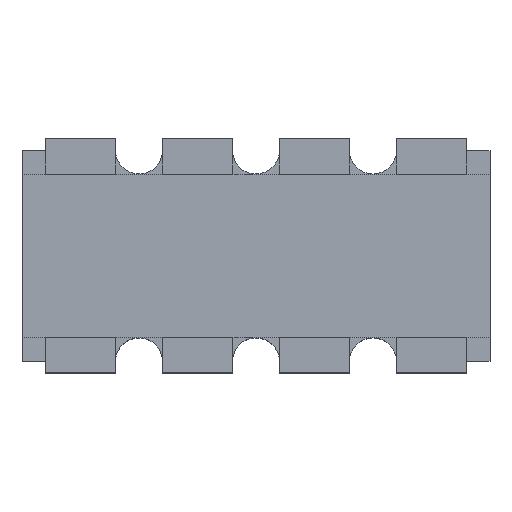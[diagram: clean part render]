
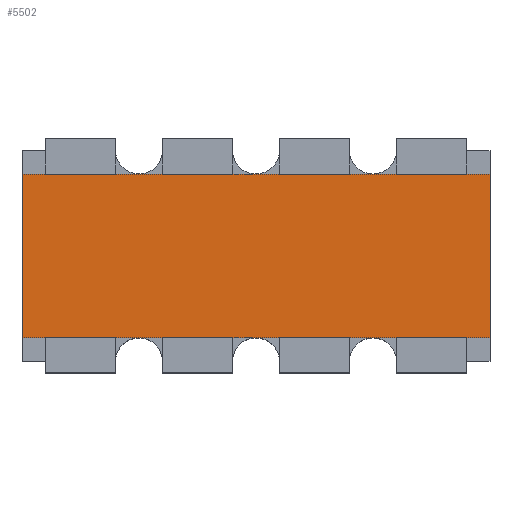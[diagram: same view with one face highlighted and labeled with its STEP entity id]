
A CAD part, top view. The second image highlights one B-rep face of the part: STEP entity #5502.
In plain terms, the highlighted planar face has unit normal (0, 0, 1).
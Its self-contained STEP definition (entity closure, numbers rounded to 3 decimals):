
#5188 = VERTEX_POINT('',#5189);
#5189 = CARTESIAN_POINT('',(-1.,0.35,0.36));
#5196 = PLANE('',#5197);
#5197 = AXIS2_PLACEMENT_3D('',#5198,#5199,#5200);
#5198 = CARTESIAN_POINT('',(-1.,0.35,0.31));
#5199 = DIRECTION('',(0.,1.,0.));
#5200 = DIRECTION('',(1.,0.,0.));
#5208 = PLANE('',#5209);
#5209 = AXIS2_PLACEMENT_3D('',#5210,#5211,#5212);
#5210 = CARTESIAN_POINT('',(-1.,-0.35,0.31));
#5211 = DIRECTION('',(-1.,0.,0.));
#5212 = DIRECTION('',(0.,1.,0.));
#5220 = EDGE_CURVE('',#5188,#5221,#5223,.T.);
#5221 = VERTEX_POINT('',#5222);
#5222 = CARTESIAN_POINT('',(1.,0.35,0.36));
#5223 = SURFACE_CURVE('',#5224,(#5228,#5235),.PCURVE_S1.);
#5224 = LINE('',#5225,#5226);
#5225 = CARTESIAN_POINT('',(-1.,0.35,0.36));
#5226 = VECTOR('',#5227,1.);
#5227 = DIRECTION('',(1.,0.,0.));
#5228 = PCURVE('',#5196,#5229);
#5229 = DEFINITIONAL_REPRESENTATION('',(#5230),#5234);
#5230 = LINE('',#5231,#5232);
#5231 = CARTESIAN_POINT('',(0.,-0.05));
#5232 = VECTOR('',#5233,1.);
#5233 = DIRECTION('',(1.,0.));
#5234 = ( GEOMETRIC_REPRESENTATION_CONTEXT(2) 
PARAMETRIC_REPRESENTATION_CONTEXT() REPRESENTATION_CONTEXT('2D SPACE',''
  ) );
#5235 = PCURVE('',#5236,#5241);
#5236 = PLANE('',#5237);
#5237 = AXIS2_PLACEMENT_3D('',#5238,#5239,#5240);
#5238 = CARTESIAN_POINT('',(-1.,0.35,0.36));
#5239 = DIRECTION('',(0.,0.,1.));
#5240 = DIRECTION('',(1.,0.,0.));
#5241 = DEFINITIONAL_REPRESENTATION('',(#5242),#5246);
#5242 = LINE('',#5243,#5244);
#5243 = CARTESIAN_POINT('',(0.,0.));
#5244 = VECTOR('',#5245,1.);
#5245 = DIRECTION('',(1.,0.));
#5246 = ( GEOMETRIC_REPRESENTATION_CONTEXT(2) 
PARAMETRIC_REPRESENTATION_CONTEXT() REPRESENTATION_CONTEXT('2D SPACE',''
  ) );
#5264 = PLANE('',#5265);
#5265 = AXIS2_PLACEMENT_3D('',#5266,#5267,#5268);
#5266 = CARTESIAN_POINT('',(1.,0.35,0.31));
#5267 = DIRECTION('',(1.,0.,0.));
#5268 = DIRECTION('',(0.,-1.,0.));
#5306 = EDGE_CURVE('',#5221,#5307,#5309,.T.);
#5307 = VERTEX_POINT('',#5308);
#5308 = CARTESIAN_POINT('',(1.,-0.35,0.36));
#5309 = SURFACE_CURVE('',#5310,(#5314,#5321),.PCURVE_S1.);
#5310 = LINE('',#5311,#5312);
#5311 = CARTESIAN_POINT('',(1.,0.35,0.36));
#5312 = VECTOR('',#5313,1.);
#5313 = DIRECTION('',(0.,-1.,0.));
#5314 = PCURVE('',#5264,#5315);
#5315 = DEFINITIONAL_REPRESENTATION('',(#5316),#5320);
#5316 = LINE('',#5317,#5318);
#5317 = CARTESIAN_POINT('',(0.,-0.05));
#5318 = VECTOR('',#5319,1.);
#5319 = DIRECTION('',(1.,0.));
#5320 = ( GEOMETRIC_REPRESENTATION_CONTEXT(2) 
PARAMETRIC_REPRESENTATION_CONTEXT() REPRESENTATION_CONTEXT('2D SPACE',''
  ) );
#5321 = PCURVE('',#5236,#5322);
#5322 = DEFINITIONAL_REPRESENTATION('',(#5323),#5327);
#5323 = LINE('',#5324,#5325);
#5324 = CARTESIAN_POINT('',(2.,0.));
#5325 = VECTOR('',#5326,1.);
#5326 = DIRECTION('',(0.,-1.));
#5327 = ( GEOMETRIC_REPRESENTATION_CONTEXT(2) 
PARAMETRIC_REPRESENTATION_CONTEXT() REPRESENTATION_CONTEXT('2D SPACE',''
  ) );
#5345 = PLANE('',#5346);
#5346 = AXIS2_PLACEMENT_3D('',#5347,#5348,#5349);
#5347 = CARTESIAN_POINT('',(1.,-0.35,0.31));
#5348 = DIRECTION('',(0.,-1.,0.));
#5349 = DIRECTION('',(-1.,0.,0.));
#5382 = EDGE_CURVE('',#5307,#5383,#5385,.T.);
#5383 = VERTEX_POINT('',#5384);
#5384 = CARTESIAN_POINT('',(-1.,-0.35,0.36));
#5385 = SURFACE_CURVE('',#5386,(#5390,#5397),.PCURVE_S1.);
#5386 = LINE('',#5387,#5388);
#5387 = CARTESIAN_POINT('',(1.,-0.35,0.36));
#5388 = VECTOR('',#5389,1.);
#5389 = DIRECTION('',(-1.,0.,0.));
#5390 = PCURVE('',#5345,#5391);
#5391 = DEFINITIONAL_REPRESENTATION('',(#5392),#5396);
#5392 = LINE('',#5393,#5394);
#5393 = CARTESIAN_POINT('',(0.,-0.05));
#5394 = VECTOR('',#5395,1.);
#5395 = DIRECTION('',(1.,0.));
#5396 = ( GEOMETRIC_REPRESENTATION_CONTEXT(2) 
PARAMETRIC_REPRESENTATION_CONTEXT() REPRESENTATION_CONTEXT('2D SPACE',''
  ) );
#5397 = PCURVE('',#5236,#5398);
#5398 = DEFINITIONAL_REPRESENTATION('',(#5399),#5403);
#5399 = LINE('',#5400,#5401);
#5400 = CARTESIAN_POINT('',(2.,-0.7));
#5401 = VECTOR('',#5402,1.);
#5402 = DIRECTION('',(-1.,0.));
#5403 = ( GEOMETRIC_REPRESENTATION_CONTEXT(2) 
PARAMETRIC_REPRESENTATION_CONTEXT() REPRESENTATION_CONTEXT('2D SPACE',''
  ) );
#5453 = EDGE_CURVE('',#5383,#5188,#5454,.T.);
#5454 = SURFACE_CURVE('',#5455,(#5459,#5466),.PCURVE_S1.);
#5455 = LINE('',#5456,#5457);
#5456 = CARTESIAN_POINT('',(-1.,-0.35,0.36));
#5457 = VECTOR('',#5458,1.);
#5458 = DIRECTION('',(0.,1.,0.));
#5459 = PCURVE('',#5208,#5460);
#5460 = DEFINITIONAL_REPRESENTATION('',(#5461),#5465);
#5461 = LINE('',#5462,#5463);
#5462 = CARTESIAN_POINT('',(0.,-0.05));
#5463 = VECTOR('',#5464,1.);
#5464 = DIRECTION('',(1.,0.));
#5465 = ( GEOMETRIC_REPRESENTATION_CONTEXT(2) 
PARAMETRIC_REPRESENTATION_CONTEXT() REPRESENTATION_CONTEXT('2D SPACE',''
  ) );
#5466 = PCURVE('',#5236,#5467);
#5467 = DEFINITIONAL_REPRESENTATION('',(#5468),#5472);
#5468 = LINE('',#5469,#5470);
#5469 = CARTESIAN_POINT('',(0.,-0.7));
#5470 = VECTOR('',#5471,1.);
#5471 = DIRECTION('',(0.,1.));
#5472 = ( GEOMETRIC_REPRESENTATION_CONTEXT(2) 
PARAMETRIC_REPRESENTATION_CONTEXT() REPRESENTATION_CONTEXT('2D SPACE',''
  ) );
#5502 = ADVANCED_FACE('',(#5503),#5236,.T.);
#5503 = FACE_BOUND('',#5504,.F.);
#5504 = EDGE_LOOP('',(#5505,#5506,#5507,#5508));
#5505 = ORIENTED_EDGE('',*,*,#5220,.T.);
#5506 = ORIENTED_EDGE('',*,*,#5306,.T.);
#5507 = ORIENTED_EDGE('',*,*,#5382,.T.);
#5508 = ORIENTED_EDGE('',*,*,#5453,.T.);
